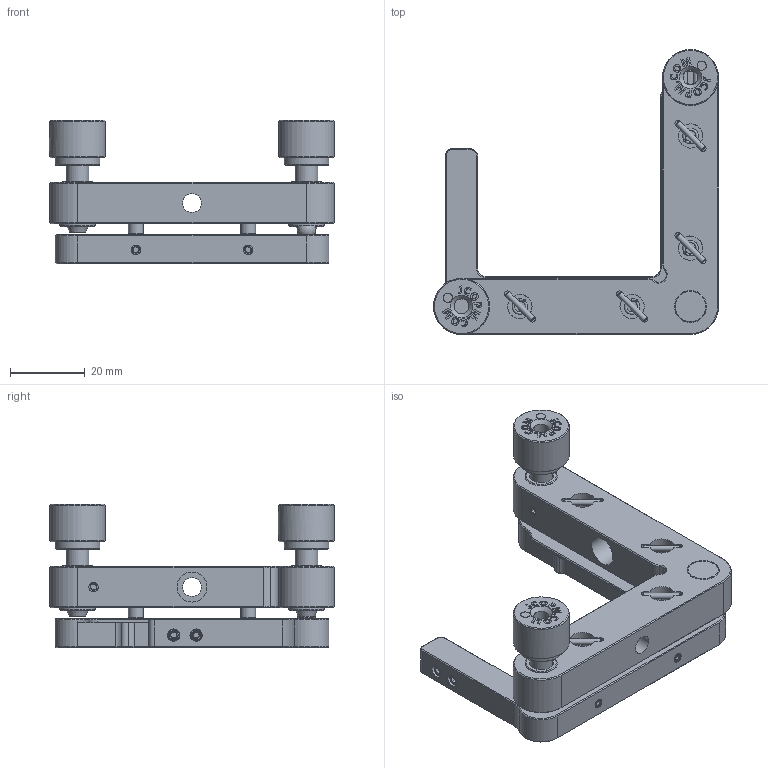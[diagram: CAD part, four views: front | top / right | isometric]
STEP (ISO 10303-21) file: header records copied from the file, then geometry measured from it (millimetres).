
FILE_DESCRIPTION (( 'STEP AP203' ), '1' );
FILE_NAME ('523352.STEP', '2025-06-11T01:19:04', ( 'Windows User' ), ( 'P R C' ), 'SwSTEP 2.0', 'SolidWorks 2020', '' );
FILE_SCHEMA (( 'CONFIG_CONTROL_DESIGN' ));
Length unit declared in the file: millimetre
Products named in the file (1): 523352
Bounding box: 76.2 x 76.2 x 38.3 mm (x, y, z)
Surface area: 19554.1 mm2 (no closed solid volume)
Topology: 0 solids, 49 shells, 369 faces, 1153 edges, 844 vertices
Faces by surface type: plane 191, cone 80, cylinder 76, bspline 22
Full cylindrical faces by diameter (mm): 1.5 x6, 2 x2, 2.468 x2, 2.5 x1, 3.3 x2, 4 x6, 5 x2, 6 x2, 6.5 x4, 8 x2, 8.6 x3, 9.5 x3, 12 x2, 15 x2
Entity records: 41793 total; most frequent: CARTESIAN_POINT 32800, ORIENTED_EDGE 1786, DIRECTION 1497, EDGE_CURVE 1012, VERTEX_POINT 796, AXIS2_PLACEMENT_3D 553, EDGE_LOOP 540, B_SPLINE_CURVE_WITH_KNOTS 416
